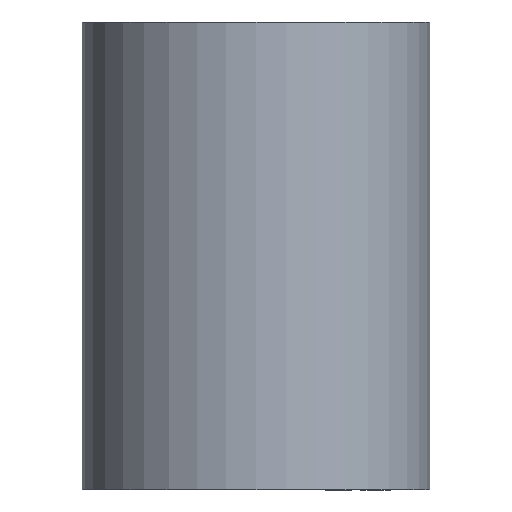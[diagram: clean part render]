
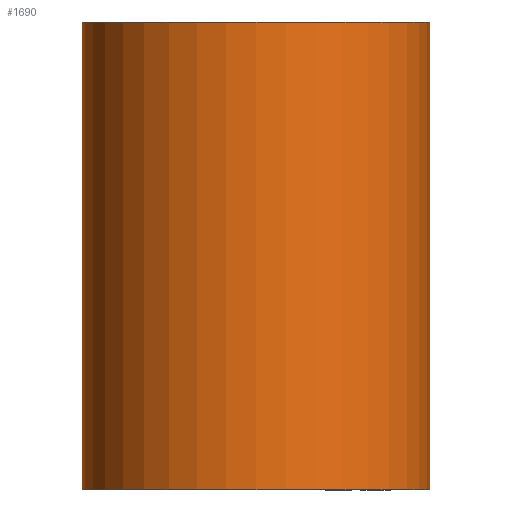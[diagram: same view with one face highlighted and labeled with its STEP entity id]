
A CAD part, front view. The second image highlights one B-rep face of the part: STEP entity #1690.
In plain terms, the highlighted cylindrical face has radius 13 mm (diameter 26 mm), a partial arc.
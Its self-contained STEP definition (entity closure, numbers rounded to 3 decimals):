
#157 = EDGE_CURVE ( 'NONE', #2614, #766, #1764, .T. ) ;
#292 = ORIENTED_EDGE ( 'NONE', *, *, #3857, .T. ) ;
#293 = VERTEX_POINT ( 'NONE', #3338 ) ;
#338 = FACE_OUTER_BOUND ( 'NONE', #2143, .T. ) ;
#357 = CARTESIAN_POINT ( 'NONE',  ( -13., 0., -35. ) ) ;
#613 = DIRECTION ( 'NONE',  ( 0., 0., 1. ) ) ;
#766 = VERTEX_POINT ( 'NONE', #3684 ) ;
#937 = ORIENTED_EDGE ( 'NONE', *, *, #2810, .T. ) ;
#955 = DIRECTION ( 'NONE',  ( 0., 0., 1. ) ) ;
#967 = EDGE_CURVE ( 'NONE', #766, #293, #3017, .T. ) ;
#1225 = LINE ( 'NONE', #1589, #2328 ) ;
#1267 = AXIS2_PLACEMENT_3D ( 'NONE', #1737, #955, #2734 ) ;
#1383 = VECTOR ( 'NONE', #2471, 1000. ) ;
#1589 = CARTESIAN_POINT ( 'NONE',  ( 13., 0., -35. ) ) ;
#1690 = ADVANCED_FACE ( 'NONE', ( #338 ), #4287, .T. ) ;
#1734 = VERTEX_POINT ( 'NONE', #2510 ) ;
#1737 = CARTESIAN_POINT ( 'NONE',  ( 0., 0., -35. ) ) ;
#1764 = LINE ( 'NONE', #3612, #1383 ) ;
#1803 = CARTESIAN_POINT ( 'NONE',  ( 0., 0., -35. ) ) ;
#1918 = CARTESIAN_POINT ( 'NONE',  ( 0., 0., 0. ) ) ;
#2143 = EDGE_LOOP ( 'NONE', ( #2442, #3137, #937, #292 ) ) ;
#2328 = VECTOR ( 'NONE', #3056, 1000. ) ;
#2442 = ORIENTED_EDGE ( 'NONE', *, *, #967, .F. ) ;
#2471 = DIRECTION ( 'NONE',  ( 0., 0., 1. ) ) ;
#2510 = CARTESIAN_POINT ( 'NONE',  ( 13., 0., -35. ) ) ;
#2581 = DIRECTION ( 'NONE',  ( 1., 0., 0. ) ) ;
#2614 = VERTEX_POINT ( 'NONE', #357 ) ;
#2734 = DIRECTION ( 'NONE',  ( 1., 0., 0. ) ) ;
#2810 = EDGE_CURVE ( 'NONE', #2614, #1734, #2970, .T. ) ;
#2970 = CIRCLE ( 'NONE', #1267, 13. ) ;
#3017 = CIRCLE ( 'NONE', #4209, 13. ) ;
#3056 = DIRECTION ( 'NONE',  ( 0., 0., 1. ) ) ;
#3137 = ORIENTED_EDGE ( 'NONE', *, *, #157, .F. ) ;
#3338 = CARTESIAN_POINT ( 'NONE',  ( 13., 0., 0. ) ) ;
#3612 = CARTESIAN_POINT ( 'NONE',  ( -13., 0., -35. ) ) ;
#3684 = CARTESIAN_POINT ( 'NONE',  ( -13., 0., 0. ) ) ;
#3857 = EDGE_CURVE ( 'NONE', #1734, #293, #1225, .T. ) ;
#4111 = AXIS2_PLACEMENT_3D ( 'NONE', #1803, #613, #4238 ) ;
#4209 = AXIS2_PLACEMENT_3D ( 'NONE', #1918, #4382, #2581 ) ;
#4238 = DIRECTION ( 'NONE',  ( 1., 0., 0. ) ) ;
#4287 = CYLINDRICAL_SURFACE ( 'NONE', #4111, 13. ) ;
#4382 = DIRECTION ( 'NONE',  ( 0., 0., 1. ) ) ;
